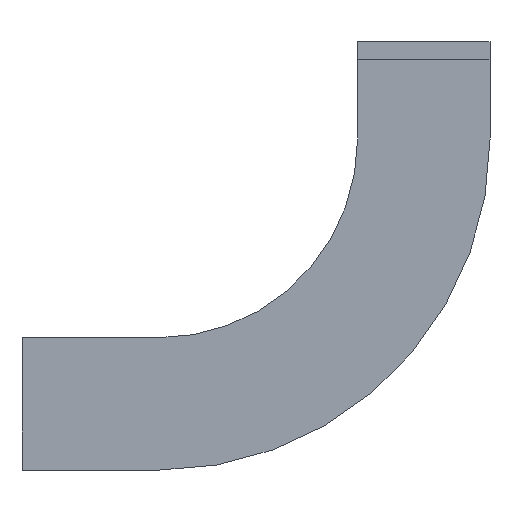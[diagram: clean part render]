
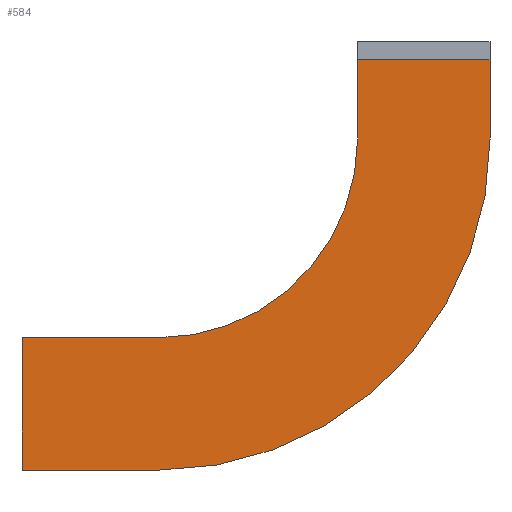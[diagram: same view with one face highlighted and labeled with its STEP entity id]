
A CAD part, front view. The second image highlights one B-rep face of the part: STEP entity #584.
In plain terms, the highlighted planar face has unit normal (0, -1, 0).
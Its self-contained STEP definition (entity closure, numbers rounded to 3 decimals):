
#10 = VERTEX_POINT ( 'NONE', #331 ) ;
#19 = CARTESIAN_POINT ( 'NONE',  ( 0., 0., 0. ) ) ;
#34 = ORIENTED_EDGE ( 'NONE', *, *, #248, .F. ) ;
#37 = CARTESIAN_POINT ( 'NONE',  ( 45., 0., 18. ) ) ;
#43 = DIRECTION ( 'NONE',  ( 0., 0., 1. ) ) ;
#47 = CARTESIAN_POINT ( 'NONE',  ( 0., 0., -75. ) ) ;
#57 = DIRECTION ( 'NONE',  ( 0., 1., 0. ) ) ;
#63 = LINE ( 'NONE', #37, #164 ) ;
#67 = DIRECTION ( 'NONE',  ( -1., 0., 0. ) ) ;
#69 = VECTOR ( 'NONE', #75, 1000. ) ;
#75 = DIRECTION ( 'NONE',  ( 0., 0., 1. ) ) ;
#76 = LINE ( 'NONE', #95, #69 ) ;
#90 = VERTEX_POINT ( 'NONE', #553 ) ;
#92 = ORIENTED_EDGE ( 'NONE', *, *, #291, .F. ) ;
#95 = CARTESIAN_POINT ( 'NONE',  ( -31., 0., -45. ) ) ;
#97 = CARTESIAN_POINT ( 'NONE',  ( 75., 0., 0. ) ) ;
#105 = VECTOR ( 'NONE', #295, 1000. ) ;
#110 = CIRCLE ( 'NONE', #314, 75. ) ;
#119 = DIRECTION ( 'NONE',  ( 0., 0., -1. ) ) ;
#120 = ORIENTED_EDGE ( 'NONE', *, *, #241, .F. ) ;
#140 = EDGE_LOOP ( 'NONE', ( #92, #193, #120, #34, #402, #428, #320, #439 ) ) ;
#153 = VERTEX_POINT ( 'NONE', #467 ) ;
#164 = VECTOR ( 'NONE', #67, 1000. ) ;
#193 = ORIENTED_EDGE ( 'NONE', *, *, #351, .T. ) ;
#195 = DIRECTION ( 'NONE',  ( 0., 0., 1. ) ) ;
#197 = AXIS2_PLACEMENT_3D ( 'NONE', #209, #206, #195 ) ;
#201 = FACE_OUTER_BOUND ( 'NONE', #140, .T. ) ;
#205 = VERTEX_POINT ( 'NONE', #570 ) ;
#206 = DIRECTION ( 'NONE',  ( 0., -1., 0. ) ) ;
#209 = CARTESIAN_POINT ( 'NONE',  ( 0., 0., 0. ) ) ;
#231 = VECTOR ( 'NONE', #601, 1000. ) ;
#233 = LINE ( 'NONE', #97, #559 ) ;
#238 = EDGE_CURVE ( 'NONE', #335, #153, #356, .T. ) ;
#241 = EDGE_CURVE ( 'NONE', #408, #205, #434, .T. ) ;
#245 = DIRECTION ( 'NONE',  ( 0., 0., 1. ) ) ;
#248 = EDGE_CURVE ( 'NONE', #518, #408, #587, .T. ) ;
#259 = CARTESIAN_POINT ( 'NONE',  ( 45., 0., 22. ) ) ;
#262 = CARTESIAN_POINT ( 'NONE',  ( 0., 0., -75. ) ) ;
#291 = EDGE_CURVE ( 'NONE', #598, #10, #233, .T. ) ;
#295 = DIRECTION ( 'NONE',  ( -1., 0., 0. ) ) ;
#304 = EDGE_CURVE ( 'NONE', #153, #90, #76, .T. ) ;
#314 = AXIS2_PLACEMENT_3D ( 'NONE', #19, #57, #43 ) ;
#316 = EDGE_CURVE ( 'NONE', #10, #335, #110, .T. ) ;
#320 = ORIENTED_EDGE ( 'NONE', *, *, #238, .F. ) ;
#331 = CARTESIAN_POINT ( 'NONE',  ( 75., 0., 0. ) ) ;
#335 = VERTEX_POINT ( 'NONE', #47 ) ;
#351 = EDGE_CURVE ( 'NONE', #598, #205, #63, .T. ) ;
#356 = LINE ( 'NONE', #262, #105 ) ;
#388 = EDGE_CURVE ( 'NONE', #90, #518, #490, .T. ) ;
#389 = CARTESIAN_POINT ( 'NONE',  ( 75., 0., 18. ) ) ;
#400 = DIRECTION ( 'NONE',  ( 0., 0., 1. ) ) ;
#402 = ORIENTED_EDGE ( 'NONE', *, *, #388, .F. ) ;
#408 = VERTEX_POINT ( 'NONE', #567 ) ;
#409 = PLANE ( 'NONE',  #537 ) ;
#415 = VECTOR ( 'NONE', #245, 1000. ) ;
#420 = CARTESIAN_POINT ( 'NONE',  ( 0., 0., 0. ) ) ;
#422 = DIRECTION ( 'NONE',  ( 0., 1., 0. ) ) ;
#428 = ORIENTED_EDGE ( 'NONE', *, *, #304, .F. ) ;
#434 = LINE ( 'NONE', #259, #415 ) ;
#439 = ORIENTED_EDGE ( 'NONE', *, *, #316, .F. ) ;
#460 = CARTESIAN_POINT ( 'NONE',  ( 0., 0., -45. ) ) ;
#467 = CARTESIAN_POINT ( 'NONE',  ( -31., 0., -75. ) ) ;
#490 = LINE ( 'NONE', #590, #231 ) ;
#518 = VERTEX_POINT ( 'NONE', #460 ) ;
#537 = AXIS2_PLACEMENT_3D ( 'NONE', #420, #422, #400 ) ;
#553 = CARTESIAN_POINT ( 'NONE',  ( -31., 0., -45. ) ) ;
#559 = VECTOR ( 'NONE', #119, 1000. ) ;
#567 = CARTESIAN_POINT ( 'NONE',  ( 45., 0., 0. ) ) ;
#570 = CARTESIAN_POINT ( 'NONE',  ( 45., 0., 18. ) ) ;
#584 = ADVANCED_FACE ( 'NONE', ( #201 ), #409, .F. ) ;
#587 = CIRCLE ( 'NONE', #197, 45. ) ;
#590 = CARTESIAN_POINT ( 'NONE',  ( 0., 0., -45. ) ) ;
#598 = VERTEX_POINT ( 'NONE', #389 ) ;
#601 = DIRECTION ( 'NONE',  ( 1., 0., 0. ) ) ;
